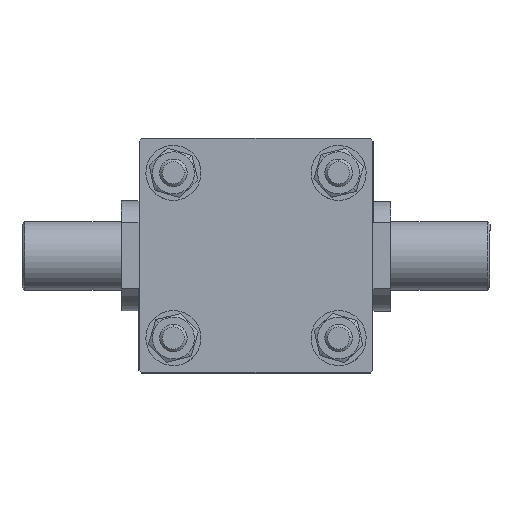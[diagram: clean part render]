
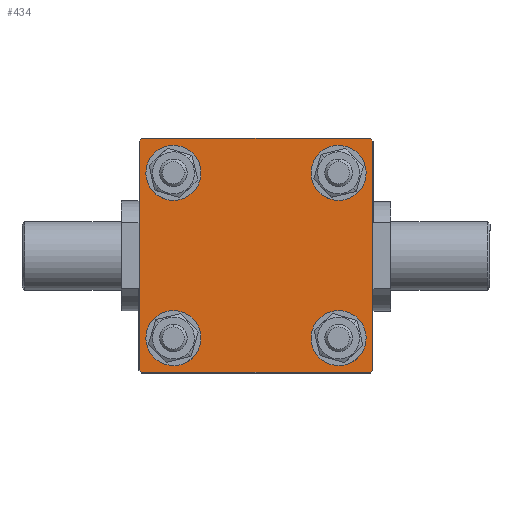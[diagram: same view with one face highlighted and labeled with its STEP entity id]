
A CAD part, top view. The second image highlights one B-rep face of the part: STEP entity #434.
In plain terms, the highlighted planar face has unit normal (0, 0, 1).
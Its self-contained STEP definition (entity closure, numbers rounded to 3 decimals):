
#41 = PLANE ( 'NONE',  #820 ) ;
#44 = CARTESIAN_POINT ( 'NONE',  ( 0., 0., 15.5 ) ) ;
#45 = DIRECTION ( 'NONE',  ( 0., 0., -1. ) ) ;
#46 = DIRECTION ( 'NONE',  ( -1., 0., 0. ) ) ;
#434 = ADVANCED_FACE ( 'NONE', ( #2755, #2752, #2759, #2753, #2756 ), #41, .F. ) ;
#820 = AXIS2_PLACEMENT_3D ( 'NONE', #44, #45, #46 ) ;
#1357 = EDGE_CURVE ( 'NONE', #5759, #5932, #2157, .T. ) ;
#1361 = EDGE_CURVE ( 'NONE', #1865, #5905, #2160, .T. ) ;
#1365 = EDGE_CURVE ( 'NONE', #3424, #2464, #2166, .T. ) ;
#1369 = EDGE_CURVE ( 'NONE', #5909, #2467, #2172, .T. ) ;
#1409 = EDGE_CURVE ( 'NONE', #5930, #5858, #2235, .T. ) ;
#1411 = EDGE_CURVE ( 'NONE', #5800, #2500, #2239, .T. ) ;
#1414 = EDGE_CURVE ( 'NONE', #5848, #5922, #2245, .T. ) ;
#1418 = EDGE_CURVE ( 'NONE', #2459, #1848, #2253, .T. ) ;
#1421 = EDGE_CURVE ( 'NONE', #5932, #5759, #2258, .T. ) ;
#1422 = EDGE_CURVE ( 'NONE', #5905, #1865, #2260, .T. ) ;
#1423 = EDGE_CURVE ( 'NONE', #2464, #3424, #2261, .T. ) ;
#1424 = EDGE_CURVE ( 'NONE', #2467, #5909, #2262, .T. ) ;
#1425 = EDGE_CURVE ( 'NONE', #5858, #5800, #2263, .T. ) ;
#1426 = EDGE_CURVE ( 'NONE', #2500, #5848, #2264, .T. ) ;
#1427 = EDGE_CURVE ( 'NONE', #5922, #2459, #2266, .T. ) ;
#1428 = EDGE_CURVE ( 'NONE', #1848, #5930, #2268, .T. ) ;
#1848 = VERTEX_POINT ( 'NONE', #7862 ) ;
#1865 = VERTEX_POINT ( 'NONE', #7877 ) ;
#2157 = CIRCLE ( 'NONE', #6684, 5.5 ) ;
#2160 = CIRCLE ( 'NONE', #6688, 5.5 ) ;
#2166 = CIRCLE ( 'NONE', #6691, 5.5 ) ;
#2172 = CIRCLE ( 'NONE', #6695, 5.5 ) ;
#2235 = LINE ( 'NONE', #6465, #2238 ) ;
#2238 = VECTOR ( 'NONE', #6467, 1000. ) ;
#2239 = LINE ( 'NONE', #6469, #2242 ) ;
#2242 = VECTOR ( 'NONE', #6470, 1000. ) ;
#2245 = LINE ( 'NONE', #6475, #2248 ) ;
#2248 = VECTOR ( 'NONE', #6476, 1000. ) ;
#2253 = LINE ( 'NONE', #6466, #2255 ) ;
#2255 = VECTOR ( 'NONE', #6460, 1000. ) ;
#2258 = CIRCLE ( 'NONE', #6732, 5.5 ) ;
#2260 = CIRCLE ( 'NONE', #6734, 5.5 ) ;
#2261 = CIRCLE ( 'NONE', #6736, 5.5 ) ;
#2262 = CIRCLE ( 'NONE', #6737, 5.5 ) ;
#2263 = LINE ( 'NONE', #6494, #2265 ) ;
#2264 = LINE ( 'NONE', #6502, #2267 ) ;
#2265 = VECTOR ( 'NONE', #6495, 1000. ) ;
#2266 = LINE ( 'NONE', #6504, #2269 ) ;
#2267 = VECTOR ( 'NONE', #6503, 1000. ) ;
#2268 = LINE ( 'NONE', #6506, #2271 ) ;
#2269 = VECTOR ( 'NONE', #6505, 1000. ) ;
#2271 = VECTOR ( 'NONE', #6507, 1000. ) ;
#2459 = VERTEX_POINT ( 'NONE', #7891 ) ;
#2464 = VERTEX_POINT ( 'NONE', #7896 ) ;
#2467 = VERTEX_POINT ( 'NONE', #7899 ) ;
#2500 = VERTEX_POINT ( 'NONE', #4339 ) ;
#2752 = FACE_BOUND ( 'NONE', #5628, .T. ) ;
#2753 = FACE_BOUND ( 'NONE', #5624, .T. ) ;
#2755 = FACE_BOUND ( 'NONE', #5626, .T. ) ;
#2756 = FACE_OUTER_BOUND ( 'NONE', #5627, .T. ) ;
#2759 = FACE_BOUND ( 'NONE', #5632, .T. ) ;
#3400 = ORIENTED_EDGE ( 'NONE', *, *, #1421, .T. ) ;
#3401 = ORIENTED_EDGE ( 'NONE', *, *, #1357, .T. ) ;
#3402 = ORIENTED_EDGE ( 'NONE', *, *, #1422, .T. ) ;
#3404 = ORIENTED_EDGE ( 'NONE', *, *, #1361, .T. ) ;
#3405 = ORIENTED_EDGE ( 'NONE', *, *, #1423, .T. ) ;
#3406 = ORIENTED_EDGE ( 'NONE', *, *, #1365, .T. ) ;
#3407 = ORIENTED_EDGE ( 'NONE', *, *, #1424, .T. ) ;
#3408 = ORIENTED_EDGE ( 'NONE', *, *, #1369, .T. ) ;
#3409 = ORIENTED_EDGE ( 'NONE', *, *, #1409, .T. ) ;
#3410 = ORIENTED_EDGE ( 'NONE', *, *, #1425, .T. ) ;
#3411 = ORIENTED_EDGE ( 'NONE', *, *, #1411, .T. ) ;
#3412 = ORIENTED_EDGE ( 'NONE', *, *, #1426, .T. ) ;
#3413 = ORIENTED_EDGE ( 'NONE', *, *, #1414, .T. ) ;
#3414 = ORIENTED_EDGE ( 'NONE', *, *, #1427, .T. ) ;
#3416 = ORIENTED_EDGE ( 'NONE', *, *, #1418, .T. ) ;
#3417 = ORIENTED_EDGE ( 'NONE', *, *, #1428, .T. ) ;
#3424 = VERTEX_POINT ( 'NONE', #4352 ) ;
#4339 = CARTESIAN_POINT ( 'NONE',  ( -41.5, 42.5, 15.5 ) ) ;
#4352 = CARTESIAN_POINT ( 'NONE',  ( 35.5, -30., 15.5 ) ) ;
#4354 = CARTESIAN_POINT ( 'NONE',  ( -24.5, 30., 15.5 ) ) ;
#4358 = CARTESIAN_POINT ( 'NONE',  ( 41.5, 42.5, 15.5 ) ) ;
#4386 = CARTESIAN_POINT ( 'NONE',  ( -42.5, 41.5, 15.5 ) ) ;
#4393 = CARTESIAN_POINT ( 'NONE',  ( 42.5, 41.5, 15.5 ) ) ;
#4423 = CARTESIAN_POINT ( 'NONE',  ( -35.5, -30., 15.5 ) ) ;
#4427 = CARTESIAN_POINT ( 'NONE',  ( 35.5, 30., 15.5 ) ) ;
#4437 = CARTESIAN_POINT ( 'NONE',  ( -42.5, -41.5, 15.5 ) ) ;
#4445 = CARTESIAN_POINT ( 'NONE',  ( 42.5, -41.5, 15.5 ) ) ;
#4447 = CARTESIAN_POINT ( 'NONE',  ( -35.5, 30., 15.5 ) ) ;
#5624 = EDGE_LOOP ( 'NONE', ( #3407, #3408 ) ) ;
#5626 = EDGE_LOOP ( 'NONE', ( #3400, #3401 ) ) ;
#5627 = EDGE_LOOP ( 'NONE', ( #3409, #3410, #3411, #3412, #3413, #3414, #3416, #3417 ) ) ;
#5628 = EDGE_LOOP ( 'NONE', ( #3402, #3404 ) ) ;
#5632 = EDGE_LOOP ( 'NONE', ( #3405, #3406 ) ) ;
#5759 = VERTEX_POINT ( 'NONE', #4354 ) ;
#5800 = VERTEX_POINT ( 'NONE', #4358 ) ;
#5848 = VERTEX_POINT ( 'NONE', #4386 ) ;
#5858 = VERTEX_POINT ( 'NONE', #4393 ) ;
#5905 = VERTEX_POINT ( 'NONE', #4423 ) ;
#5909 = VERTEX_POINT ( 'NONE', #4427 ) ;
#5922 = VERTEX_POINT ( 'NONE', #4437 ) ;
#5930 = VERTEX_POINT ( 'NONE', #4445 ) ;
#5932 = VERTEX_POINT ( 'NONE', #4447 ) ;
#6306 = CARTESIAN_POINT ( 'NONE',  ( -30., 30., 15.5 ) ) ;
#6307 = DIRECTION ( 'NONE',  ( 0., 0., -1. ) ) ;
#6308 = DIRECTION ( 'NONE',  ( -1., 0., 0. ) ) ;
#6316 = CARTESIAN_POINT ( 'NONE',  ( -30., -30., 15.5 ) ) ;
#6317 = DIRECTION ( 'NONE',  ( 0., 0., -1. ) ) ;
#6318 = DIRECTION ( 'NONE',  ( -1., 0., 0. ) ) ;
#6326 = CARTESIAN_POINT ( 'NONE',  ( 30., -30., 15.5 ) ) ;
#6327 = DIRECTION ( 'NONE',  ( 0., 0., -1. ) ) ;
#6328 = DIRECTION ( 'NONE',  ( -1., 0., 0. ) ) ;
#6336 = CARTESIAN_POINT ( 'NONE',  ( 30., 30., 15.5 ) ) ;
#6337 = DIRECTION ( 'NONE',  ( 0., 0., -1. ) ) ;
#6338 = DIRECTION ( 'NONE',  ( -1., 0., 0. ) ) ;
#6460 = DIRECTION ( 'NONE',  ( 1., 0., 0. ) ) ;
#6465 = CARTESIAN_POINT ( 'NONE',  ( 42.5, -42.5, 15.5 ) ) ;
#6466 = CARTESIAN_POINT ( 'NONE',  ( -42.5, -42.5, 15.5 ) ) ;
#6467 = DIRECTION ( 'NONE',  ( 0., 1., 0. ) ) ;
#6469 = CARTESIAN_POINT ( 'NONE',  ( -42.5, 42.5, 15.5 ) ) ;
#6470 = DIRECTION ( 'NONE',  ( -1., 0., 0. ) ) ;
#6475 = CARTESIAN_POINT ( 'NONE',  ( -42.5, -42.5, 15.5 ) ) ;
#6476 = DIRECTION ( 'NONE',  ( 0., -1., 0. ) ) ;
#6488 = CARTESIAN_POINT ( 'NONE',  ( -30., 30., 15.5 ) ) ;
#6489 = DIRECTION ( 'NONE',  ( 0., 0., -1. ) ) ;
#6490 = DIRECTION ( 'NONE',  ( -1., 0., 0. ) ) ;
#6491 = CARTESIAN_POINT ( 'NONE',  ( -30., -30., 15.5 ) ) ;
#6492 = DIRECTION ( 'NONE',  ( 0., 0., -1. ) ) ;
#6493 = DIRECTION ( 'NONE',  ( -1., 0., 0. ) ) ;
#6494 = CARTESIAN_POINT ( 'NONE',  ( 41.5, 42.5, 15.5 ) ) ;
#6495 = DIRECTION ( 'NONE',  ( -0.707, 0.707, 0. ) ) ;
#6496 = CARTESIAN_POINT ( 'NONE',  ( 30., -30., 15.5 ) ) ;
#6497 = DIRECTION ( 'NONE',  ( 0., 0., -1. ) ) ;
#6498 = DIRECTION ( 'NONE',  ( -1., 0., 0. ) ) ;
#6499 = CARTESIAN_POINT ( 'NONE',  ( 30., 30., 15.5 ) ) ;
#6500 = DIRECTION ( 'NONE',  ( 0., 0., -1. ) ) ;
#6501 = DIRECTION ( 'NONE',  ( -1., 0., 0. ) ) ;
#6502 = CARTESIAN_POINT ( 'NONE',  ( -42.5, 41.5, 15.5 ) ) ;
#6503 = DIRECTION ( 'NONE',  ( -0.707, -0.707, 0. ) ) ;
#6504 = CARTESIAN_POINT ( 'NONE',  ( -41.5, -42.5, 15.5 ) ) ;
#6505 = DIRECTION ( 'NONE',  ( 0.707, -0.707, 0. ) ) ;
#6506 = CARTESIAN_POINT ( 'NONE',  ( 42.5, -41.5, 15.5 ) ) ;
#6507 = DIRECTION ( 'NONE',  ( 0.707, 0.707, 0. ) ) ;
#6684 = AXIS2_PLACEMENT_3D ( 'NONE', #6306, #6307, #6308 ) ;
#6688 = AXIS2_PLACEMENT_3D ( 'NONE', #6316, #6317, #6318 ) ;
#6691 = AXIS2_PLACEMENT_3D ( 'NONE', #6326, #6327, #6328 ) ;
#6695 = AXIS2_PLACEMENT_3D ( 'NONE', #6336, #6337, #6338 ) ;
#6732 = AXIS2_PLACEMENT_3D ( 'NONE', #6488, #6489, #6490 ) ;
#6734 = AXIS2_PLACEMENT_3D ( 'NONE', #6491, #6492, #6493 ) ;
#6736 = AXIS2_PLACEMENT_3D ( 'NONE', #6496, #6497, #6498 ) ;
#6737 = AXIS2_PLACEMENT_3D ( 'NONE', #6499, #6500, #6501 ) ;
#7862 = CARTESIAN_POINT ( 'NONE',  ( 41.5, -42.5, 15.5 ) ) ;
#7877 = CARTESIAN_POINT ( 'NONE',  ( -24.5, -30., 15.5 ) ) ;
#7891 = CARTESIAN_POINT ( 'NONE',  ( -41.5, -42.5, 15.5 ) ) ;
#7896 = CARTESIAN_POINT ( 'NONE',  ( 24.5, -30., 15.5 ) ) ;
#7899 = CARTESIAN_POINT ( 'NONE',  ( 24.5, 30., 15.5 ) ) ;
